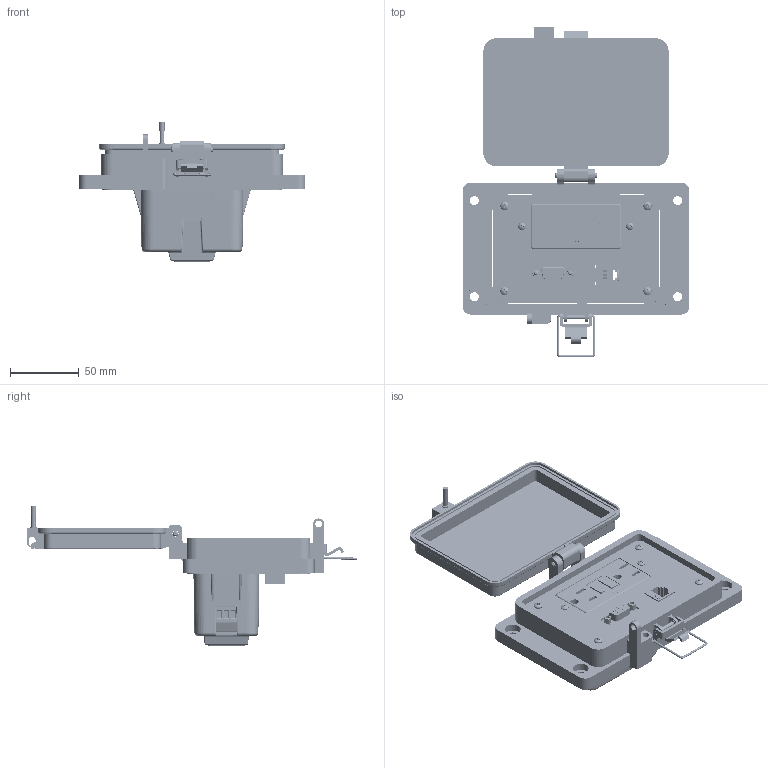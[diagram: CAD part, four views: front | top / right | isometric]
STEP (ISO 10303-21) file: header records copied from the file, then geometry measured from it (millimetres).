
FILE_DESCRIPTION (( 'STEP AP203' ), '1' );
FILE_NAME ('P-Q3R2-M3RF0_3D.STEP', '2021-11-02T20:02:52', ( '' ), ( '' ), 'SwSTEP 2.0', 'SolidWorks 2019', '' );
FILE_SCHEMA (( 'CONFIG_CONTROL_DESIGN' ));
Length unit declared in the file: millimetre
Products named in the file (16): R2; P-Q3R2-M3RF0_BP240_1; Z-200-OTLT-RIOF-15A_WOE; Q3; Z-120-RIOF-SHELL_WOE; Z-000-4-201_2PPHPLST_90380A110; 92005A124_METRIC PAN HEAD PHILLIPS MACHINE SCREW_92005A124; P-Q3R2-M3RF0_3D; RF_WOE; Z-200-OTLT-GFIH-15A_sheared; Z-H-M3_B; -M3; Z-300-RJ45CAT5; Z-000-4243316TFP; P-Q3R2-M3RF0_TP060_1; P-Q3R2-M3RF0_FP060_1
Assembly tree (24 placements, depth 4):
  P-Q3R2-M3RF0_3D
    P-Q3R2-M3RF0_BP240_1
    P-Q3R2-M3RF0_TP060_1
    P-Q3R2-M3RF0_FP060_1
    RF_WOE
      Z-200-OTLT-RIOF-15A_WOE
        Z-120-RIOF-SHELL_WOE
        Z-200-OTLT-GFIH-15A_sheared
    Z-000-4-201_2PPHPLST_90380A110  x2
    Z-000-4243316TFP  x6
    Q3
    R2
      Z-300-RJ45CAT5
    -M3
      Z-H-M3_B
    92005A124_METRIC PAN HEAD PHILLIPS MACHINE SCREW_92005A124  x4
Bounding box: 164.96 x 240.59 x 102.43 mm (x, y, z)
Volume: 371294.3 mm3; surface area: 223707.4 mm2
Topology: 50 solids, 56 shells, 6597 faces, 17286 edges, 11005 vertices
Faces by surface type: plane 2594, cylinder 2145, bspline 1469, cone 250, torus 77, sphere 62
Entity records: 240505 total; most frequent: CARTESIAN_POINT 113463, ORIENTED_EDGE 29092, DIRECTION 21081, EDGE_CURVE 14546, VERTEX_POINT 9203, VECTOR 8333, LINE 8333, AXIS2_PLACEMENT_3D 6374
